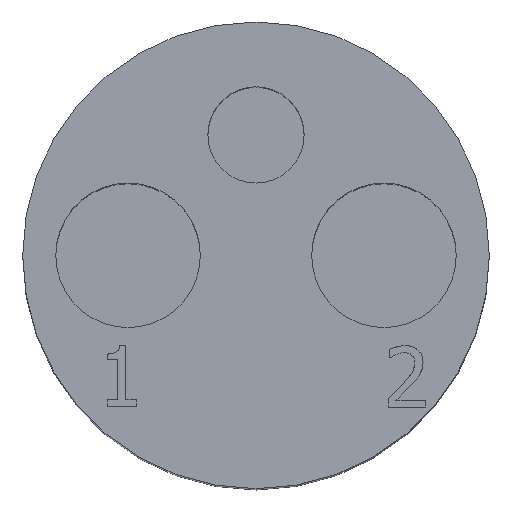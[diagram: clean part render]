
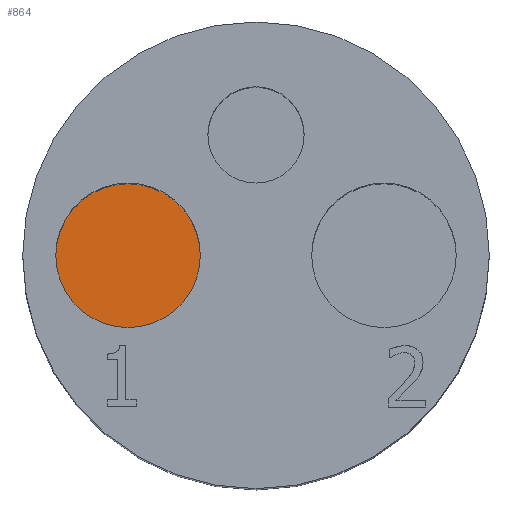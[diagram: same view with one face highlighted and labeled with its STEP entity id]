
A CAD part, top view. The second image highlights one B-rep face of the part: STEP entity #864.
In plain terms, the highlighted planar face has unit normal (0, 0, 1).
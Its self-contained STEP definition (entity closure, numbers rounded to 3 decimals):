
#58=CIRCLE($,#924,2.4);
#155=FACE_OUTER_BOUND($,#221,.T.);
#221=EDGE_LOOP($,(#711));
#427=VERTEX_POINT($,#1500);
#533=EDGE_CURVE($,#427,#427,#58,.T.);
#711=ORIENTED_EDGE($,*,*,#533,.T.);
#775=PLANE($,#926);
#864=ADVANCED_FACE($,(#155),#775,.F.);
#924=AXIS2_PLACEMENT_3D($,#1501,#1100,#1101);
#926=AXIS2_PLACEMENT_3D($,#1504,#1104,#1105);
#1100=DIRECTION('center_axis',(0.,0.,1.));
#1101=DIRECTION('ref_axis',(-1.,0.,0.));
#1104=DIRECTION('center_axis',(0.,0.,-1.));
#1105=DIRECTION('ref_axis',(-1.,0.,0.));
#1500=CARTESIAN_POINT('',(-1.85,0.,12.5));
#1501=CARTESIAN_POINT('Origin',(-4.25,0.,12.5));
#1504=CARTESIAN_POINT('Origin',(-4.25,0.,12.5));
